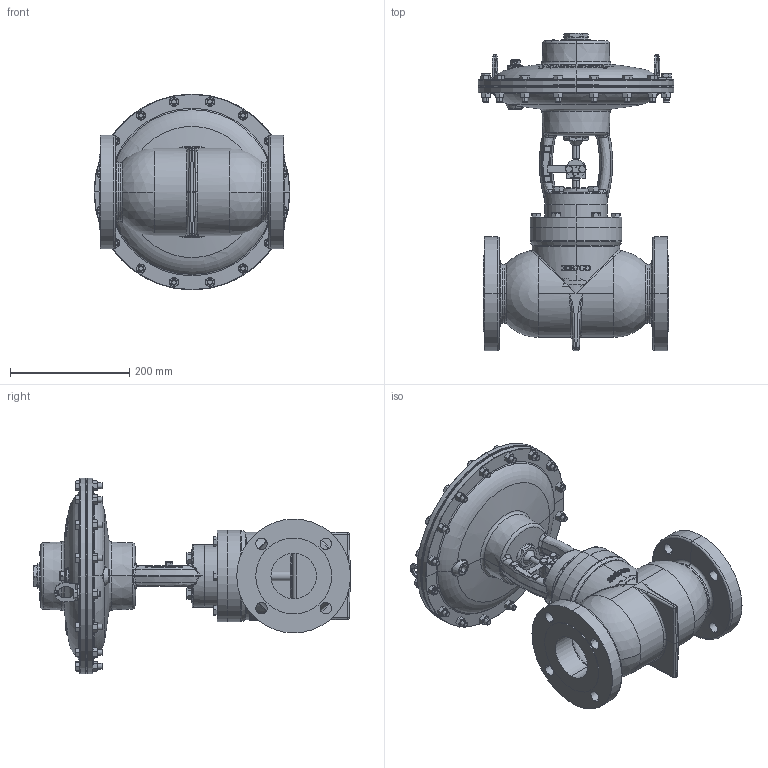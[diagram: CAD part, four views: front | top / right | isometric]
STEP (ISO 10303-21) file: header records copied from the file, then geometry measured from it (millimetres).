
FILE_DESCRIPTION (( 'STEP AP214' ), '1' );
FILE_NAME ('DPH3ARTDF2S-MYH.step', '2020-10-22T19:50:40', ( '' ), ( '' ), 'SwSTEP 2.0', 'SolidWorks 2019', '' );
FILE_SCHEMA (( 'AUTOMOTIVE_DESIGN' ));
Length unit declared in the file: inch
Products named in the file (1): DPH3ARTDF2S-MYH
Bounding box: 327.42 x 530.86 x 327.42 mm (x, y, z)
Volume: 8921641.7 mm3; surface area: 808200 mm2
Topology: 1 solids, 1 shells, 2805 faces, 7086 edges, 4408 vertices
Faces by surface type: plane 1138, bspline 556, cone 481, cylinder 406, torus 155, sphere 69
Entity records: 136924 total; most frequent: CARTESIAN_POINT 55482, ORIENTED_EDGE 14052, DIRECTION 11234, EDGE_CURVE 7026, VERTEX_POINT 4405, AXIS2_PLACEMENT_3D 4350, EDGE_LOOP 3077, ADVANCED_FACE 2805
